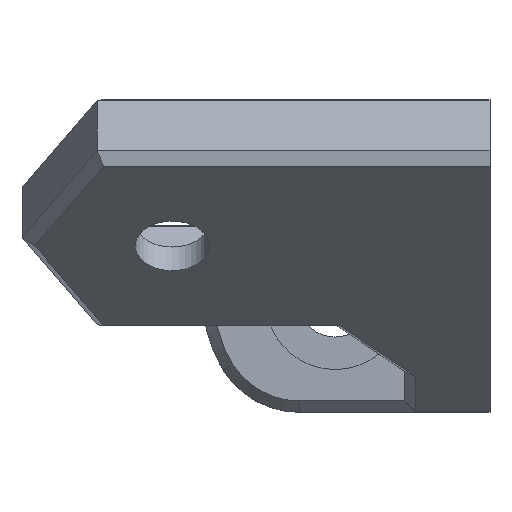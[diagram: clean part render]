
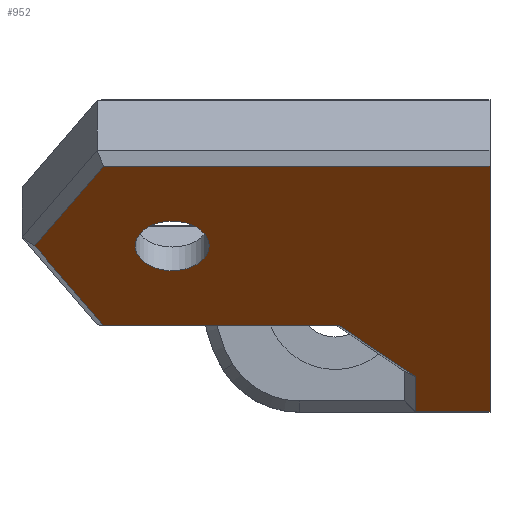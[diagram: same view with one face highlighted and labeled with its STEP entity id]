
A CAD part, top view. The second image highlights one B-rep face of the part: STEP entity #952.
In plain terms, the highlighted planar face has unit normal (0, -0.743, 0.669).
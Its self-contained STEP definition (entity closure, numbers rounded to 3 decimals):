
#24=FACE_BOUND('',#107,.T.);
#29=CIRCLE('',#1024,1.649);
#49=FACE_OUTER_BOUND('',#106,.T.);
#106=EDGE_LOOP('',(#642,#643,#644,#645,#646,#647,#648,#649));
#107=EDGE_LOOP('',(#650));
#164=LINE('',#1365,#285);
#170=LINE('',#1376,#291);
#173=LINE('',#1384,#294);
#176=LINE('',#1388,#297);
#177=LINE('',#1391,#298);
#178=LINE('',#1393,#299);
#179=LINE('',#1395,#300);
#180=LINE('',#1396,#301);
#285=VECTOR('',#1096,10.);
#291=VECTOR('',#1104,10.);
#294=VECTOR('',#1109,10.);
#297=VECTOR('',#1114,10.);
#298=VECTOR('',#1117,10.);
#299=VECTOR('',#1118,10.);
#300=VECTOR('',#1119,10.);
#301=VECTOR('',#1120,10.);
#406=VERTEX_POINT('',#1363);
#407=VERTEX_POINT('',#1364);
#411=VERTEX_POINT('',#1374);
#414=VERTEX_POINT('',#1381);
#415=VERTEX_POINT('',#1383);
#416=VERTEX_POINT('',#1390);
#417=VERTEX_POINT('',#1392);
#418=VERTEX_POINT('',#1394);
#419=VERTEX_POINT('',#1397);
#489=EDGE_CURVE('',#406,#407,#164,.T.);
#495=EDGE_CURVE('',#411,#406,#170,.T.);
#498=EDGE_CURVE('',#414,#415,#173,.T.);
#501=EDGE_CURVE('',#415,#411,#176,.T.);
#502=EDGE_CURVE('',#416,#414,#177,.T.);
#503=EDGE_CURVE('',#417,#416,#178,.T.);
#504=EDGE_CURVE('',#417,#418,#179,.T.);
#505=EDGE_CURVE('',#407,#418,#180,.T.);
#506=EDGE_CURVE('',#419,#419,#29,.T.);
#642=ORIENTED_EDGE('',*,*,#489,.F.);
#643=ORIENTED_EDGE('',*,*,#495,.F.);
#644=ORIENTED_EDGE('',*,*,#501,.F.);
#645=ORIENTED_EDGE('',*,*,#498,.F.);
#646=ORIENTED_EDGE('',*,*,#502,.F.);
#647=ORIENTED_EDGE('',*,*,#503,.F.);
#648=ORIENTED_EDGE('',*,*,#504,.T.);
#649=ORIENTED_EDGE('',*,*,#505,.F.);
#650=ORIENTED_EDGE('',*,*,#506,.F.);
#904=PLANE('',#1023);
#952=ADVANCED_FACE('',(#49,#24),#904,.T.);
#1023=AXIS2_PLACEMENT_3D('',#1389,#1115,#1116);
#1024=AXIS2_PLACEMENT_3D('',#1398,#1121,#1122);
#1096=DIRECTION('',(1.,0.,0.));
#1104=DIRECTION('',(0.5,0.579,0.644));
#1109=DIRECTION('',(-1.,0.,0.));
#1114=DIRECTION('',(-0.5,0.579,0.644));
#1115=DIRECTION('center_axis',(0.,-0.743,0.669));
#1116=DIRECTION('ref_axis',(1.,0.,0.));
#1117=DIRECTION('',(-0.707,0.473,0.525));
#1118=DIRECTION('',(0.,0.669,0.743));
#1119=DIRECTION('',(1.,0.,0.));
#1120=DIRECTION('',(0.,-0.669,-0.743));
#1121=DIRECTION('center_axis',(0.,-0.743,0.669));
#1122=DIRECTION('ref_axis',(-1.,0.,0.));
#1363=CARTESIAN_POINT('',(-8.055,-49.939,53.866));
#1364=CARTESIAN_POINT('',(9.16,-49.939,53.866));
#1365=CARTESIAN_POINT('',(-3.922,-49.939,53.866));
#1374=CARTESIAN_POINT('',(-11.111,-53.481,49.933));
#1376=CARTESIAN_POINT('',(-11.994,-54.503,48.797));
#1381=CARTESIAN_POINT('',(2.467,-57.022,46.));
#1383=CARTESIAN_POINT('',(-8.055,-57.022,46.));
#1384=CARTESIAN_POINT('',(1.734,-57.022,46.));
#1388=CARTESIAN_POINT('',(-5.798,-59.638,43.094));
#1389=CARTESIAN_POINT('Origin',(0.5,-60.471,42.169));
#1390=CARTESIAN_POINT('',(5.86,-59.292,43.478));
#1391=CARTESIAN_POINT('',(3.762,-57.889,45.037));
#1392=CARTESIAN_POINT('',(5.86,-60.85,41.748));
#1393=CARTESIAN_POINT('',(5.86,-64.079,38.162));
#1394=CARTESIAN_POINT('',(9.16,-60.85,41.748));
#1395=CARTESIAN_POINT('',(1.66,-60.85,41.748));
#1396=CARTESIAN_POINT('',(9.16,-49.605,54.238));
#1397=CARTESIAN_POINT('',(-3.351,-53.481,49.933));
#1398=CARTESIAN_POINT('Origin',(-4.999,-53.481,49.933));
